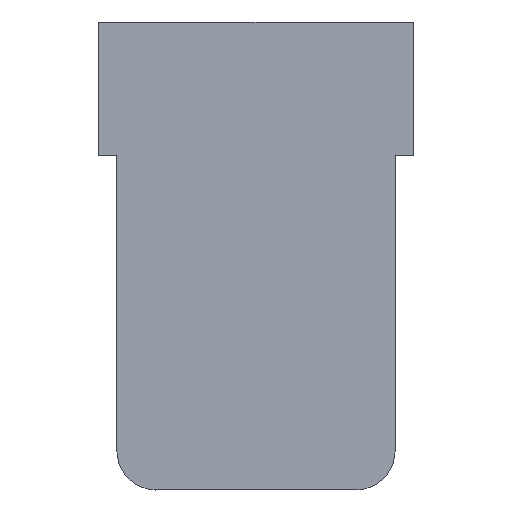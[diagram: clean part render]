
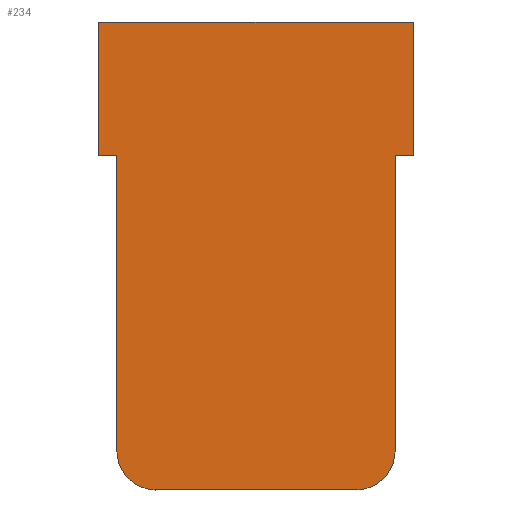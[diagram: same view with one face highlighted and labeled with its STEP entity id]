
A CAD part, top view. The second image highlights one B-rep face of the part: STEP entity #234.
In plain terms, the highlighted planar face has unit normal (0, 0, 1).
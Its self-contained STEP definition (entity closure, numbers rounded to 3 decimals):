
#234=ADVANCED_FACE('',(#409),#410,.T.);
#409=FACE_OUTER_BOUND('',#563,.T.);
#410=PLANE('',#564);
#563=EDGE_LOOP('',(#645,#646,#647,#648,#649,#650,#651,#652,#653,#654));
#564=AXIS2_PLACEMENT_3D('',#655,#656,#657);
#645=ORIENTED_EDGE('',*,*,#858,.T.);
#646=ORIENTED_EDGE('',*,*,#859,.T.);
#647=ORIENTED_EDGE('',*,*,#860,.T.);
#648=ORIENTED_EDGE('',*,*,#861,.T.);
#649=ORIENTED_EDGE('',*,*,#862,.T.);
#650=ORIENTED_EDGE('',*,*,#863,.T.);
#651=ORIENTED_EDGE('',*,*,#864,.T.);
#652=ORIENTED_EDGE('',*,*,#865,.T.);
#653=ORIENTED_EDGE('',*,*,#866,.T.);
#654=ORIENTED_EDGE('',*,*,#867,.T.);
#655=CARTESIAN_POINT('',(0.,1.629,0.899));
#656=DIRECTION('',(0.0,0.0,1.0));
#657=DIRECTION('',(1.0,0.0,0.0));
#858=EDGE_CURVE('',#939,#940,#941,.T.);
#859=EDGE_CURVE('',#940,#942,#943,.T.);
#860=EDGE_CURVE('',#942,#944,#945,.T.);
#861=EDGE_CURVE('',#944,#946,#947,.T.);
#862=EDGE_CURVE('',#946,#948,#949,.T.);
#863=EDGE_CURVE('',#948,#950,#951,.T.);
#864=EDGE_CURVE('',#950,#952,#953,.T.);
#865=EDGE_CURVE('',#952,#954,#955,.T.);
#866=EDGE_CURVE('',#954,#956,#957,.T.);
#867=EDGE_CURVE('',#956,#939,#958,.T.);
#939=VERTEX_POINT('',#1056);
#940=VERTEX_POINT('',#1057);
#941=CIRCLE('',#1058,0.975);
#942=VERTEX_POINT('',#1059);
#943=LINE('',#1060,#1061);
#944=VERTEX_POINT('',#1062);
#945=CIRCLE('',#1063,0.975);
#946=VERTEX_POINT('',#1064);
#947=LINE('',#1065,#1066);
#948=VERTEX_POINT('',#1067);
#949=LINE('',#1068,#1069);
#950=VERTEX_POINT('',#1070);
#951=LINE('',#1071,#1072);
#952=VERTEX_POINT('',#1073);
#953=LINE('',#1074,#1075);
#954=VERTEX_POINT('',#1076);
#955=LINE('',#1077,#1078);
#956=VERTEX_POINT('',#1079);
#957=LINE('',#1080,#1081);
#958=LINE('',#1082,#1083);
#1056=CARTESIAN_POINT('',(-3.45,-3.5,0.899));
#1057=CARTESIAN_POINT('',(-2.5,-4.5,0.899));
#1058=AXIS2_PLACEMENT_3D('',#1222,#1223,#1224);
#1059=CARTESIAN_POINT('',(2.5,-4.5,0.899));
#1060=CARTESIAN_POINT('',(0.,-4.5,0.899));
#1061=VECTOR('',#1225,1.0);
#1062=CARTESIAN_POINT('',(3.45,-3.5,0.899));
#1063=AXIS2_PLACEMENT_3D('',#1226,#1227,#1228);
#1064=CARTESIAN_POINT('',(3.45,3.8,0.899));
#1065=CARTESIAN_POINT('',(3.45,0.15,0.899));
#1066=VECTOR('',#1229,1.0);
#1067=CARTESIAN_POINT('',(3.9,3.8,0.899));
#1068=CARTESIAN_POINT('',(3.675,3.8,0.899));
#1069=VECTOR('',#1230,1.0);
#1070=CARTESIAN_POINT('',(3.9,7.1,0.899));
#1071=CARTESIAN_POINT('',(3.9,5.45,0.899));
#1072=VECTOR('',#1231,1.0);
#1073=CARTESIAN_POINT('',(-3.9,7.1,0.899));
#1074=CARTESIAN_POINT('',(0.,7.1,0.899));
#1075=VECTOR('',#1232,1.0);
#1076=CARTESIAN_POINT('',(-3.9,3.8,0.899));
#1077=CARTESIAN_POINT('',(-3.9,5.45,0.899));
#1078=VECTOR('',#1233,1.0);
#1079=CARTESIAN_POINT('',(-3.45,3.8,0.899));
#1080=CARTESIAN_POINT('',(-3.675,3.8,0.899));
#1081=VECTOR('',#1234,1.0);
#1082=CARTESIAN_POINT('',(-3.45,0.15,0.899));
#1083=VECTOR('',#1235,1.0);
#1222=CARTESIAN_POINT('',(-2.475,-3.525,0.899));
#1223=DIRECTION('',(0.0,0.0,1.0));
#1224=DIRECTION('',(-1.,0.026,0.0));
#1225=DIRECTION('',(1.0,0.,0.0));
#1226=CARTESIAN_POINT('',(2.475,-3.525,0.899));
#1227=DIRECTION('',(0.0,0.0,1.0));
#1228=DIRECTION('',(0.026,-1.,0.0));
#1229=DIRECTION('',(0.0,1.0,0.0));
#1230=DIRECTION('',(1.0,0.0,0.0));
#1231=DIRECTION('',(0.,1.,0.0));
#1232=DIRECTION('',(-1.0,0.0,0.0));
#1233=DIRECTION('',(0.,-1.,0.0));
#1234=DIRECTION('',(1.0,0.0,0.0));
#1235=DIRECTION('',(0.0,-1.0,0.0));
